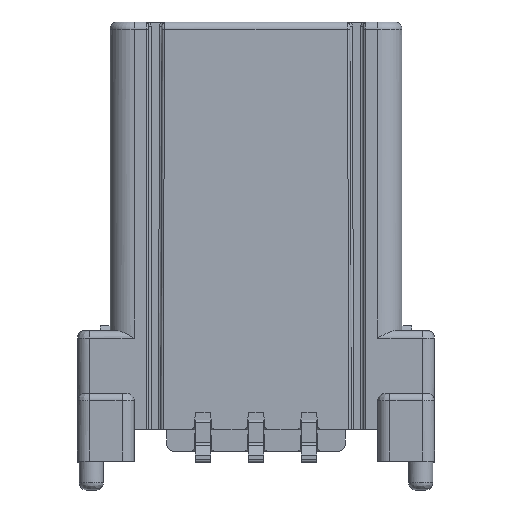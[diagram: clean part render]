
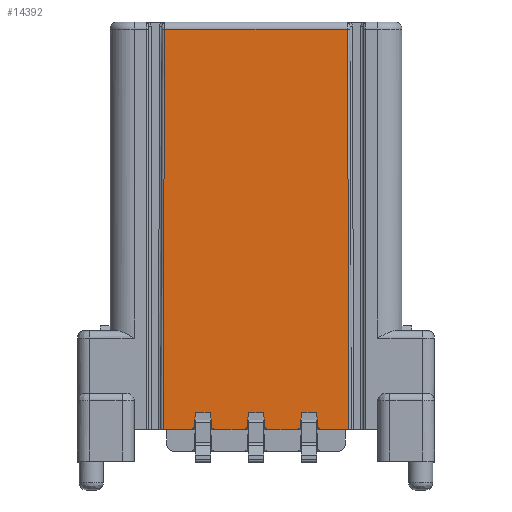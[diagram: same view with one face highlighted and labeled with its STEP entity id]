
A CAD part, front view. The second image highlights one B-rep face of the part: STEP entity #14392.
In plain terms, the highlighted planar face has unit normal (0, -1, 0).
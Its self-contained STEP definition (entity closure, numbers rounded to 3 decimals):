
#2076=DIRECTION('',(1.,0.,0.));
#2077=VECTOR('',#2076,7.584);
#2078=CARTESIAN_POINT('',(-3.792,-4.3,15.1));
#2079=LINE('',#2078,#2077);
#2178=CARTESIAN_POINT('',(3.85,-4.3,-1.5));
#2188=DIRECTION('',(1.,0.,0.));
#2189=VECTOR('',#2188,1.165);
#2190=CARTESIAN_POINT('',(2.685,-4.3,-1.5));
#2191=LINE('',#2190,#2189);
#2192=DIRECTION('',(0.744,0.,-0.668));
#2193=VECTOR('',#2192,0.149);
#2194=CARTESIAN_POINT('',(2.574,-4.3,-1.401));
#2195=LINE('',#2194,#2193);
#2196=DIRECTION('',(0.107,0.,-0.994));
#2197=VECTOR('',#2196,0.604);
#2198=CARTESIAN_POINT('',(2.51,-4.3,-0.8));
#2199=LINE('',#2198,#2197);
#2200=DIRECTION('',(1.,0.,0.));
#2201=VECTOR('',#2200,0.62);
#2202=CARTESIAN_POINT('',(1.89,-4.3,-0.8));
#2203=LINE('',#2202,#2201);
#2204=DIRECTION('',(0.107,0.,0.994));
#2205=VECTOR('',#2204,0.604);
#2206=CARTESIAN_POINT('',(1.826,-4.3,-1.401));
#2207=LINE('',#2206,#2205);
#2208=DIRECTION('',(0.744,0.,0.668));
#2209=VECTOR('',#2208,0.149);
#2210=CARTESIAN_POINT('',(1.715,-4.3,-1.5));
#2211=LINE('',#2210,#2209);
#2212=DIRECTION('',(1.,0.,0.));
#2213=VECTOR('',#2212,1.23);
#2214=CARTESIAN_POINT('',(0.485,-4.3,-1.5));
#2215=LINE('',#2214,#2213);
#2216=DIRECTION('',(0.744,0.,-0.668));
#2217=VECTOR('',#2216,0.149);
#2218=CARTESIAN_POINT('',(0.374,-4.3,-1.401));
#2219=LINE('',#2218,#2217);
#2220=DIRECTION('',(0.107,0.,-0.994));
#2221=VECTOR('',#2220,0.604);
#2222=CARTESIAN_POINT('',(0.31,-4.3,-0.8));
#2223=LINE('',#2222,#2221);
#2224=DIRECTION('',(1.,0.,0.));
#2225=VECTOR('',#2224,0.62);
#2226=CARTESIAN_POINT('',(-0.31,-4.3,-0.8));
#2227=LINE('',#2226,#2225);
#2228=DIRECTION('',(0.107,0.,0.994));
#2229=VECTOR('',#2228,0.604);
#2230=CARTESIAN_POINT('',(-0.374,-4.3,-1.401));
#2231=LINE('',#2230,#2229);
#2232=DIRECTION('',(0.744,0.,0.668));
#2233=VECTOR('',#2232,0.149);
#2234=CARTESIAN_POINT('',(-0.485,-4.3,-1.5));
#2235=LINE('',#2234,#2233);
#2236=DIRECTION('',(1.,0.,0.));
#2237=VECTOR('',#2236,1.23);
#2238=CARTESIAN_POINT('',(-1.715,-4.3,-1.5));
#2239=LINE('',#2238,#2237);
#2240=DIRECTION('',(0.744,0.,-0.668));
#2241=VECTOR('',#2240,0.149);
#2242=CARTESIAN_POINT('',(-1.826,-4.3,-1.401));
#2243=LINE('',#2242,#2241);
#2244=DIRECTION('',(0.107,0.,-0.994));
#2245=VECTOR('',#2244,0.604);
#2246=CARTESIAN_POINT('',(-1.89,-4.3,-0.8));
#2247=LINE('',#2246,#2245);
#2248=DIRECTION('',(1.,0.,0.));
#2249=VECTOR('',#2248,0.62);
#2250=CARTESIAN_POINT('',(-2.51,-4.3,-0.8));
#2251=LINE('',#2250,#2249);
#2252=DIRECTION('',(0.107,0.,0.994));
#2253=VECTOR('',#2252,0.604);
#2254=CARTESIAN_POINT('',(-2.574,-4.3,-1.401));
#2255=LINE('',#2254,#2253);
#2256=DIRECTION('',(0.744,0.,0.668));
#2257=VECTOR('',#2256,0.149);
#2258=CARTESIAN_POINT('',(-2.685,-4.3,-1.5));
#2259=LINE('',#2258,#2257);
#2260=DIRECTION('',(1.,0.,0.));
#2261=VECTOR('',#2260,1.165);
#2262=CARTESIAN_POINT('',(-3.85,-4.3,-1.5));
#2263=LINE('',#2262,#2261);
#2264=DIRECTION('',(-0.003,0.,-1.));
#2265=VECTOR('',#2264,16.6);
#2266=CARTESIAN_POINT('',(-3.792,-4.3,15.1));
#2267=LINE('',#2266,#2265);
#2268=DIRECTION('',(-0.003,0.,1.));
#2269=VECTOR('',#2268,16.6);
#2270=CARTESIAN_POINT('',(3.85,-4.3,-1.5));
#2271=LINE('',#2270,#2269);
#9219=VERTEX_POINT('',#2178);
#9220=CARTESIAN_POINT('',(2.685,-4.3,-1.5));
#9221=VERTEX_POINT('',#9220);
#9224=CARTESIAN_POINT('',(1.715,-4.3,-1.5));
#9226=VERTEX_POINT('',#9224);
#9228=CARTESIAN_POINT('',(0.485,-4.3,-1.5));
#9229=VERTEX_POINT('',#9228);
#9232=CARTESIAN_POINT('',(-0.485,-4.3,-1.5));
#9234=VERTEX_POINT('',#9232);
#9236=CARTESIAN_POINT('',(-1.715,-4.3,-1.5));
#9237=VERTEX_POINT('',#9236);
#9240=CARTESIAN_POINT('',(-2.685,-4.3,-1.5));
#9242=VERTEX_POINT('',#9240);
#9244=CARTESIAN_POINT('',(-3.85,-4.3,-1.5));
#9245=VERTEX_POINT('',#9244);
#9459=CARTESIAN_POINT('',(3.792,-4.3,15.1));
#9460=VERTEX_POINT('',#9459);
#9461=CARTESIAN_POINT('',(-3.792,-4.3,15.1));
#9462=VERTEX_POINT('',#9461);
#9463=CARTESIAN_POINT('',(-2.574,-4.3,-1.401));
#9464=VERTEX_POINT('',#9463);
#9465=CARTESIAN_POINT('',(-2.51,-4.3,-0.8));
#9466=VERTEX_POINT('',#9465);
#9467=CARTESIAN_POINT('',(-1.89,-4.3,-0.8));
#9468=VERTEX_POINT('',#9467);
#9469=CARTESIAN_POINT('',(-1.826,-4.3,-1.401));
#9470=VERTEX_POINT('',#9469);
#9471=CARTESIAN_POINT('',(-0.374,-4.3,-1.401));
#9472=VERTEX_POINT('',#9471);
#9473=CARTESIAN_POINT('',(-0.31,-4.3,-0.8));
#9474=VERTEX_POINT('',#9473);
#9475=CARTESIAN_POINT('',(0.31,-4.3,-0.8));
#9476=VERTEX_POINT('',#9475);
#9477=CARTESIAN_POINT('',(0.374,-4.3,-1.401));
#9478=VERTEX_POINT('',#9477);
#9479=CARTESIAN_POINT('',(1.826,-4.3,-1.401));
#9480=VERTEX_POINT('',#9479);
#9481=CARTESIAN_POINT('',(1.89,-4.3,-0.8));
#9482=VERTEX_POINT('',#9481);
#9483=CARTESIAN_POINT('',(2.51,-4.3,-0.8));
#9484=VERTEX_POINT('',#9483);
#9485=CARTESIAN_POINT('',(2.574,-4.3,-1.401));
#9486=VERTEX_POINT('',#9485);
#14347=CARTESIAN_POINT('',(-8.45,-4.3,0.));
#14348=DIRECTION('',(0.,-1.,0.));
#14349=DIRECTION('',(1.,0.,0.));
#14350=AXIS2_PLACEMENT_3D('',#14347,#14348,#14349);
#14351=PLANE('',#14350);
#14352=ORIENTED_EDGE('',*,*,#12828,.F.);
#14354=ORIENTED_EDGE('',*,*,#14353,.F.);
#14356=ORIENTED_EDGE('',*,*,#14355,.F.);
#14358=ORIENTED_EDGE('',*,*,#14357,.F.);
#14360=ORIENTED_EDGE('',*,*,#14359,.F.);
#14362=ORIENTED_EDGE('',*,*,#14361,.F.);
#14363=ORIENTED_EDGE('',*,*,#12652,.F.);
#14365=ORIENTED_EDGE('',*,*,#14364,.F.);
#14367=ORIENTED_EDGE('',*,*,#14366,.F.);
#14369=ORIENTED_EDGE('',*,*,#14368,.F.);
#14371=ORIENTED_EDGE('',*,*,#14370,.F.);
#14373=ORIENTED_EDGE('',*,*,#14372,.F.);
#14374=ORIENTED_EDGE('',*,*,#12604,.F.);
#14376=ORIENTED_EDGE('',*,*,#14375,.F.);
#14378=ORIENTED_EDGE('',*,*,#14377,.F.);
#14380=ORIENTED_EDGE('',*,*,#14379,.F.);
#14382=ORIENTED_EDGE('',*,*,#14381,.F.);
#14384=ORIENTED_EDGE('',*,*,#14383,.F.);
#14385=ORIENTED_EDGE('',*,*,#12786,.F.);
#14387=ORIENTED_EDGE('',*,*,#14386,.F.);
#14388=ORIENTED_EDGE('',*,*,#14181,.T.);
#14389=ORIENTED_EDGE('',*,*,#14339,.F.);
#14390=EDGE_LOOP('',(#14352,#14354,#14356,#14358,#14360,#14362,#14363,#14365,
#14367,#14369,#14371,#14373,#14374,#14376,#14378,#14380,#14382,#14384,#14385,
#14387,#14388,#14389));
#14391=FACE_OUTER_BOUND('',#14390,.F.);
#14392=ADVANCED_FACE('',(#14391),#14351,.T.);
#12604=EDGE_CURVE('',#9237,#9234,#2239,.T.);
#12652=EDGE_CURVE('',#9229,#9226,#2215,.T.);
#12786=EDGE_CURVE('',#9245,#9242,#2263,.T.);
#12828=EDGE_CURVE('',#9221,#9219,#2191,.T.);
#14181=EDGE_CURVE('',#9462,#9460,#2079,.T.);
#14339=EDGE_CURVE('',#9219,#9460,#2271,.T.);
#14353=EDGE_CURVE('',#9486,#9221,#2195,.T.);
#14355=EDGE_CURVE('',#9484,#9486,#2199,.T.);
#14357=EDGE_CURVE('',#9482,#9484,#2203,.T.);
#14359=EDGE_CURVE('',#9480,#9482,#2207,.T.);
#14361=EDGE_CURVE('',#9226,#9480,#2211,.T.);
#14364=EDGE_CURVE('',#9478,#9229,#2219,.T.);
#14366=EDGE_CURVE('',#9476,#9478,#2223,.T.);
#14368=EDGE_CURVE('',#9474,#9476,#2227,.T.);
#14370=EDGE_CURVE('',#9472,#9474,#2231,.T.);
#14372=EDGE_CURVE('',#9234,#9472,#2235,.T.);
#14375=EDGE_CURVE('',#9470,#9237,#2243,.T.);
#14377=EDGE_CURVE('',#9468,#9470,#2247,.T.);
#14379=EDGE_CURVE('',#9466,#9468,#2251,.T.);
#14381=EDGE_CURVE('',#9464,#9466,#2255,.T.);
#14383=EDGE_CURVE('',#9242,#9464,#2259,.T.);
#14386=EDGE_CURVE('',#9462,#9245,#2267,.T.);
